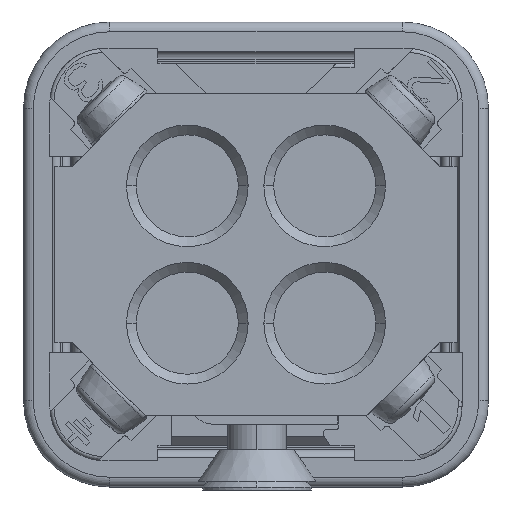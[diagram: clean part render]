
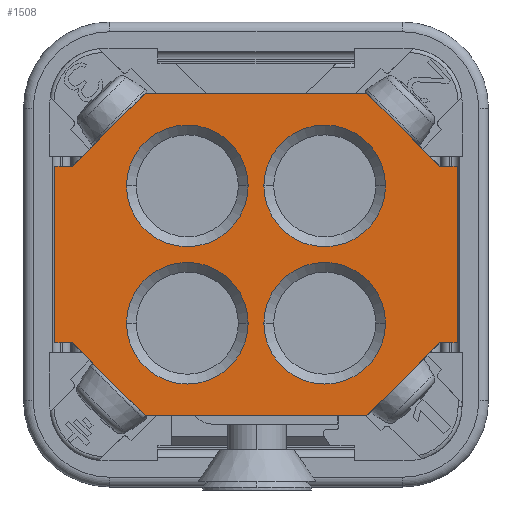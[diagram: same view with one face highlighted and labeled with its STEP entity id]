
A CAD part, front view. The second image highlights one B-rep face of the part: STEP entity #1508.
In plain terms, the highlighted planar face has unit normal (0, -1, 0).
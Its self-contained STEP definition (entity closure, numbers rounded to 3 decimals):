
#323=FACE_BOUND('',#3974,.T.);
#324=FACE_BOUND('',#3975,.T.);
#325=FACE_BOUND('',#3976,.T.);
#326=FACE_BOUND('',#3977,.T.);
#327=FACE_BOUND('',#3978,.T.);
#446=PLANE('',#23432);
#1508=ADVANCED_FACE('1026',(#323,#324,#325,#326,#327),#446,.T.);
#3974=EDGE_LOOP('',(#12186,#12187,#12188,#12189,#12190,#12191,#12192,#12193,
#12194,#12195,#12196,#12197));
#3975=EDGE_LOOP('',(#12198,#12199));
#3976=EDGE_LOOP('',(#12200,#12201));
#3977=EDGE_LOOP('',(#12202,#12203));
#3978=EDGE_LOOP('',(#12204,#12205));
#5082=LINE('',#30526,#7921);
#5091=LINE('',#30550,#7930);
#5112=LINE('',#30638,#7951);
#5685=LINE('',#32148,#8524);
#5759=LINE('',#32324,#8598);
#5760=LINE('',#32327,#8599);
#5761=LINE('',#32329,#8600);
#5762=LINE('',#32331,#8601);
#5763=LINE('',#32332,#8602);
#5764=LINE('',#32334,#8603);
#5765=LINE('',#32336,#8604);
#5766=LINE('',#32338,#8605);
#7921=VECTOR('',#24682,1.);
#7930=VECTOR('',#24697,1.);
#7951=VECTOR('',#24786,1.);
#8524=VECTOR('',#25721,1.);
#8598=VECTOR('',#25873,1.);
#8599=VECTOR('',#25878,1.);
#8600=VECTOR('',#25879,1.);
#8601=VECTOR('',#25880,1.);
#8602=VECTOR('',#25881,1.);
#8603=VECTOR('',#25882,1.);
#8604=VECTOR('',#25883,1.);
#8605=VECTOR('',#25884,1.);
#10765=CIRCLE('',#23181,3.1);
#10767=CIRCLE('',#23184,3.1);
#10769=CIRCLE('',#23187,3.1);
#10771=CIRCLE('',#23190,3.1);
#10773=CIRCLE('',#23193,3.1);
#10775=CIRCLE('',#23196,3.1);
#10777=CIRCLE('',#23199,3.1);
#10779=CIRCLE('',#23202,3.1);
#12186=ORIENTED_EDGE('',*,*,#20709,.T.);
#12187=ORIENTED_EDGE('',*,*,#19875,.F.);
#12188=ORIENTED_EDGE('',*,*,#20710,.T.);
#12189=ORIENTED_EDGE('',*,*,#20711,.T.);
#12190=ORIENTED_EDGE('',*,*,#20712,.T.);
#12191=ORIENTED_EDGE('',*,*,#20616,.F.);
#12192=ORIENTED_EDGE('',*,*,#20713,.F.);
#12193=ORIENTED_EDGE('',*,*,#20714,.F.);
#12194=ORIENTED_EDGE('',*,*,#20715,.T.);
#12195=ORIENTED_EDGE('',*,*,#20716,.T.);
#12196=ORIENTED_EDGE('',*,*,#19919,.T.);
#12197=ORIENTED_EDGE('',*,*,#19864,.F.);
#12198=ORIENTED_EDGE('',*,*,#19902,.T.);
#12199=ORIENTED_EDGE('',*,*,#19899,.T.);
#12200=ORIENTED_EDGE('',*,*,#19896,.T.);
#12201=ORIENTED_EDGE('',*,*,#19893,.T.);
#12202=ORIENTED_EDGE('',*,*,#19881,.T.);
#12203=ORIENTED_EDGE('',*,*,#19884,.T.);
#12204=ORIENTED_EDGE('',*,*,#19887,.T.);
#12205=ORIENTED_EDGE('',*,*,#19890,.T.);
#17688=VERTEX_POINT('',#30527);
#17689=VERTEX_POINT('',#30528);
#17694=VERTEX_POINT('',#30540);
#17699=VERTEX_POINT('',#30549);
#17704=VERTEX_POINT('',#30562);
#17705=VERTEX_POINT('',#30564);
#17708=VERTEX_POINT('',#30574);
#17709=VERTEX_POINT('',#30576);
#17712=VERTEX_POINT('',#30586);
#17713=VERTEX_POINT('',#30588);
#17716=VERTEX_POINT('',#30598);
#17717=VERTEX_POINT('',#30600);
#17726=VERTEX_POINT('',#30624);
#18350=VERTEX_POINT('',#32147);
#18351=VERTEX_POINT('',#32149);
#18414=VERTEX_POINT('',#32328);
#18415=VERTEX_POINT('',#32330);
#18416=VERTEX_POINT('',#32333);
#18417=VERTEX_POINT('',#32335);
#18418=VERTEX_POINT('',#32337);
#19864=EDGE_CURVE('',#17688,#17689,#5082,.T.);
#19875=EDGE_CURVE('',#17699,#17694,#5091,.T.);
#19881=EDGE_CURVE('4386',#17705,#17704,#10765,.T.);
#19884=EDGE_CURVE('4384',#17704,#17705,#10767,.T.);
#19887=EDGE_CURVE('4390',#17709,#17708,#10769,.T.);
#19890=EDGE_CURVE('4388',#17708,#17709,#10771,.T.);
#19893=EDGE_CURVE('4380',#17713,#17712,#10773,.T.);
#19896=EDGE_CURVE('4382',#17712,#17713,#10775,.T.);
#19899=EDGE_CURVE('4376',#17717,#17716,#10777,.T.);
#19902=EDGE_CURVE('4378',#17716,#17717,#10779,.T.);
#19919=EDGE_CURVE('',#17726,#17689,#5112,.T.);
#20616=EDGE_CURVE('',#18350,#18351,#5685,.T.);
#20709=EDGE_CURVE('',#17688,#17694,#5759,.T.);
#20710=EDGE_CURVE('',#17699,#18414,#5760,.T.);
#20711=EDGE_CURVE('',#18414,#18415,#5761,.T.);
#20712=EDGE_CURVE('',#18415,#18351,#5762,.T.);
#20713=EDGE_CURVE('',#18416,#18350,#5763,.T.);
#20714=EDGE_CURVE('',#18417,#18416,#5764,.T.);
#20715=EDGE_CURVE('',#18417,#18418,#5765,.T.);
#20716=EDGE_CURVE('',#18418,#17726,#5766,.T.);
#23181=AXIS2_PLACEMENT_3D('',#30563,#24710,#24711);
#23184=AXIS2_PLACEMENT_3D('',#30568,#24717,#24718);
#23187=AXIS2_PLACEMENT_3D('',#30575,#24724,#24725);
#23190=AXIS2_PLACEMENT_3D('',#30580,#24731,#24732);
#23193=AXIS2_PLACEMENT_3D('',#30587,#24738,#24739);
#23196=AXIS2_PLACEMENT_3D('',#30592,#24745,#24746);
#23199=AXIS2_PLACEMENT_3D('',#30599,#24752,#24753);
#23202=AXIS2_PLACEMENT_3D('',#30604,#24759,#24760);
#23432=AXIS2_PLACEMENT_3D('',#32339,#25885,#25886);
#24682=DIRECTION('',(1.,0.,0.));
#24697=DIRECTION('',(-1.,0.,0.));
#24710=DIRECTION('',(0.,1.,0.));
#24711=DIRECTION('',(1.,0.,0.));
#24717=DIRECTION('',(0.,1.,0.));
#24718=DIRECTION('',(-1.,0.,0.));
#24724=DIRECTION('',(0.,1.,0.));
#24725=DIRECTION('',(1.,0.,0.));
#24731=DIRECTION('',(0.,1.,0.));
#24732=DIRECTION('',(-1.,0.,0.));
#24738=DIRECTION('',(0.,1.,0.));
#24739=DIRECTION('',(1.,0.,0.));
#24745=DIRECTION('',(0.,1.,0.));
#24746=DIRECTION('',(-1.,0.,0.));
#24752=DIRECTION('',(0.,1.,0.));
#24753=DIRECTION('',(1.,0.,0.));
#24759=DIRECTION('',(0.,1.,0.));
#24760=DIRECTION('',(-1.,0.,0.));
#24786=DIRECTION('',(-0.707,0.,-0.707));
#25721=DIRECTION('',(-1.,0.,0.));
#25873=DIRECTION('',(0.,0.,-1.));
#25878=DIRECTION('',(0.707,0.,-0.707));
#25879=DIRECTION('',(1.,0.,0.));
#25880=DIRECTION('',(0.707,0.,0.707));
#25881=DIRECTION('',(0.,0.,-1.));
#25882=DIRECTION('',(1.,0.,0.));
#25883=DIRECTION('',(-0.707,0.,0.707));
#25884=DIRECTION('',(-1.,0.,0.));
#25885=DIRECTION('',(0.,-1.,0.));
#25886=DIRECTION('',(-1.,0.,0.));
#30526=CARTESIAN_POINT('',(0.,-14.5,4.5));
#30527=CARTESIAN_POINT('',(-10.25,-14.5,4.5));
#30528=CARTESIAN_POINT('',(-9.35,-14.5,4.5));
#30540=CARTESIAN_POINT('',(-10.25,-14.5,-4.5));
#30549=CARTESIAN_POINT('',(-9.35,-14.5,-4.5));
#30550=CARTESIAN_POINT('',(0.,-14.5,-4.5));
#30562=CARTESIAN_POINT('',(0.4,-14.5,-3.5));
#30563=CARTESIAN_POINT('',(3.5,-14.5,-3.5));
#30564=CARTESIAN_POINT('',(6.6,-14.5,-3.5));
#30568=CARTESIAN_POINT('',(3.5,-14.5,-3.5));
#30574=CARTESIAN_POINT('',(-6.6,-14.5,-3.5));
#30575=CARTESIAN_POINT('',(-3.5,-14.5,-3.5));
#30576=CARTESIAN_POINT('',(-0.4,-14.5,-3.5));
#30580=CARTESIAN_POINT('',(-3.5,-14.5,-3.5));
#30586=CARTESIAN_POINT('',(0.4,-14.5,3.5));
#30587=CARTESIAN_POINT('',(3.5,-14.5,3.5));
#30588=CARTESIAN_POINT('',(6.6,-14.5,3.5));
#30592=CARTESIAN_POINT('',(3.5,-14.5,3.5));
#30598=CARTESIAN_POINT('',(-6.6,-14.5,3.5));
#30599=CARTESIAN_POINT('',(-3.5,-14.5,3.5));
#30600=CARTESIAN_POINT('',(-0.4,-14.5,3.5));
#30604=CARTESIAN_POINT('',(-3.5,-14.5,3.5));
#30624=CARTESIAN_POINT('',(-5.65,-14.5,8.2));
#30638=CARTESIAN_POINT('',(-6.925,-14.5,6.925));
#32147=CARTESIAN_POINT('',(10.25,-14.5,-4.5));
#32148=CARTESIAN_POINT('',(0.,-14.5,-4.5));
#32149=CARTESIAN_POINT('',(9.35,-14.5,-4.5));
#32324=CARTESIAN_POINT('',(-10.25,-14.5,0.));
#32327=CARTESIAN_POINT('',(-6.925,-14.5,-6.925));
#32328=CARTESIAN_POINT('',(-5.65,-14.5,-8.2));
#32329=CARTESIAN_POINT('',(0.,-14.5,-8.2));
#32330=CARTESIAN_POINT('',(5.65,-14.5,-8.2));
#32331=CARTESIAN_POINT('',(6.925,-14.5,-6.925));
#32332=CARTESIAN_POINT('',(10.25,-14.5,-3.6));
#32333=CARTESIAN_POINT('',(10.25,-14.5,4.5));
#32334=CARTESIAN_POINT('',(0.,-14.5,4.5));
#32335=CARTESIAN_POINT('',(9.35,-14.5,4.5));
#32336=CARTESIAN_POINT('',(6.925,-14.5,6.925));
#32337=CARTESIAN_POINT('',(5.65,-14.5,8.2));
#32338=CARTESIAN_POINT('',(0.,-14.5,8.2));
#32339=CARTESIAN_POINT('',(0.,-14.5,0.));
